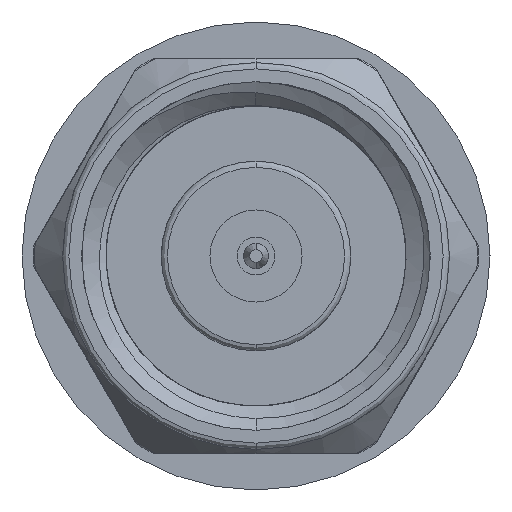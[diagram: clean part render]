
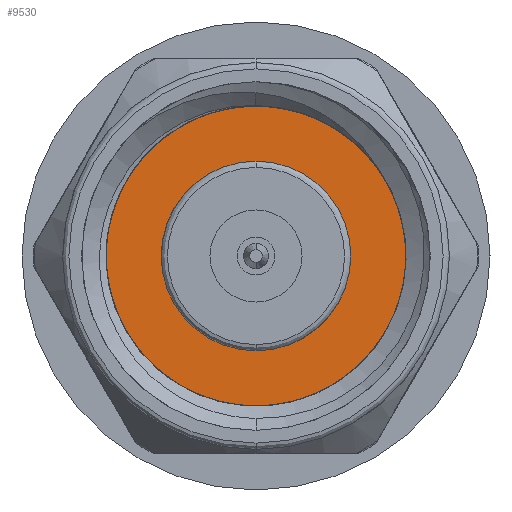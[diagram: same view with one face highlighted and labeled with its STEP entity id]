
A CAD part, left-side view. The second image highlights one B-rep face of the part: STEP entity #9530.
In plain terms, the highlighted planar face has unit normal (-1, 0, 0).
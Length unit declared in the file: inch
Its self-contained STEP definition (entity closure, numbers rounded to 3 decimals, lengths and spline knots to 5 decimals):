
#463 = CARTESIAN_POINT ( 'NONE',  ( 0.3, 0., -0.075 ) ) ;
#493 = CARTESIAN_POINT ( 'NONE',  ( 0.3, 0., 0. ) ) ;
#546 = EDGE_CURVE ( 'NONE', #8257, #7063, #10678, .T. ) ;
#1579 = ORIENTED_EDGE ( 'NONE', *, *, #546, .T. ) ;
#2473 = CIRCLE ( 'NONE', #17951, 0.075 ) ;
#3193 = EDGE_CURVE ( 'NONE', #3641, #20429, #18758, .T. ) ;
#3641 = VERTEX_POINT ( 'NONE', #15939 ) ;
#4363 = EDGE_CURVE ( 'NONE', #20429, #3641, #2473, .T. ) ;
#5259 = AXIS2_PLACEMENT_3D ( 'NONE', #20101, #5418, #19796 ) ;
#5418 = DIRECTION ( 'NONE',  ( -1., 0., 0. ) ) ;
#6670 = EDGE_LOOP ( 'NONE', ( #1579, #8993 ) ) ;
#7063 = VERTEX_POINT ( 'NONE', #15777 ) ;
#8257 = VERTEX_POINT ( 'NONE', #23728 ) ;
#8681 = DIRECTION ( 'NONE',  ( 0., 0., 1. ) ) ;
#8905 = EDGE_CURVE ( 'NONE', #7063, #8257, #22939, .T. ) ;
#8928 = DIRECTION ( 'NONE',  ( -1., 0., 0. ) ) ;
#8993 = ORIENTED_EDGE ( 'NONE', *, *, #8905, .T. ) ;
#9190 = AXIS2_PLACEMENT_3D ( 'NONE', #493, #28646, #24079 ) ;
#9530 = ADVANCED_FACE ( 'NONE', ( #11815, #30459 ), #28412, .T. ) ;
#10678 = CIRCLE ( 'NONE', #9190, 0.1378 ) ;
#11815 = FACE_BOUND ( 'NONE', #27490, .T. ) ;
#15777 = CARTESIAN_POINT ( 'NONE',  ( 0.3, 0., -0.1378 ) ) ;
#15901 = DIRECTION ( 'NONE',  ( -1., 0., 0. ) ) ;
#15939 = CARTESIAN_POINT ( 'NONE',  ( 0.3, 0., 0.075 ) ) ;
#16434 = AXIS2_PLACEMENT_3D ( 'NONE', #23697, #30908, #18864 ) ;
#17951 = AXIS2_PLACEMENT_3D ( 'NONE', #30129, #15901, #8681 ) ;
#18758 = CIRCLE ( 'NONE', #5259, 0.075 ) ;
#18864 = DIRECTION ( 'NONE',  ( 0., 0., 1. ) ) ;
#19796 = DIRECTION ( 'NONE',  ( 0., 0., 1. ) ) ;
#20101 = CARTESIAN_POINT ( 'NONE',  ( 0.3, 0., 0. ) ) ;
#20429 = VERTEX_POINT ( 'NONE', #463 ) ;
#21234 = ORIENTED_EDGE ( 'NONE', *, *, #4363, .F. ) ;
#22939 = CIRCLE ( 'NONE', #26956, 0.1378 ) ;
#23697 = CARTESIAN_POINT ( 'NONE',  ( 0.3, 0., 0. ) ) ;
#23728 = CARTESIAN_POINT ( 'NONE',  ( 0.3, 0., 0.1378 ) ) ;
#24079 = DIRECTION ( 'NONE',  ( 0., 0., 1. ) ) ;
#26956 = AXIS2_PLACEMENT_3D ( 'NONE', #30827, #8928, #28023 ) ;
#27490 = EDGE_LOOP ( 'NONE', ( #21234, #27724 ) ) ;
#27724 = ORIENTED_EDGE ( 'NONE', *, *, #3193, .F. ) ;
#28023 = DIRECTION ( 'NONE',  ( 0., 0., 1. ) ) ;
#28412 = PLANE ( 'NONE',  #16434 ) ;
#28646 = DIRECTION ( 'NONE',  ( -1., 0., 0. ) ) ;
#30129 = CARTESIAN_POINT ( 'NONE',  ( 0.3, 0., 0. ) ) ;
#30459 = FACE_OUTER_BOUND ( 'NONE', #6670, .T. ) ;
#30827 = CARTESIAN_POINT ( 'NONE',  ( 0.3, 0., 0. ) ) ;
#30908 = DIRECTION ( 'NONE',  ( -1., 0., 0. ) ) ;
